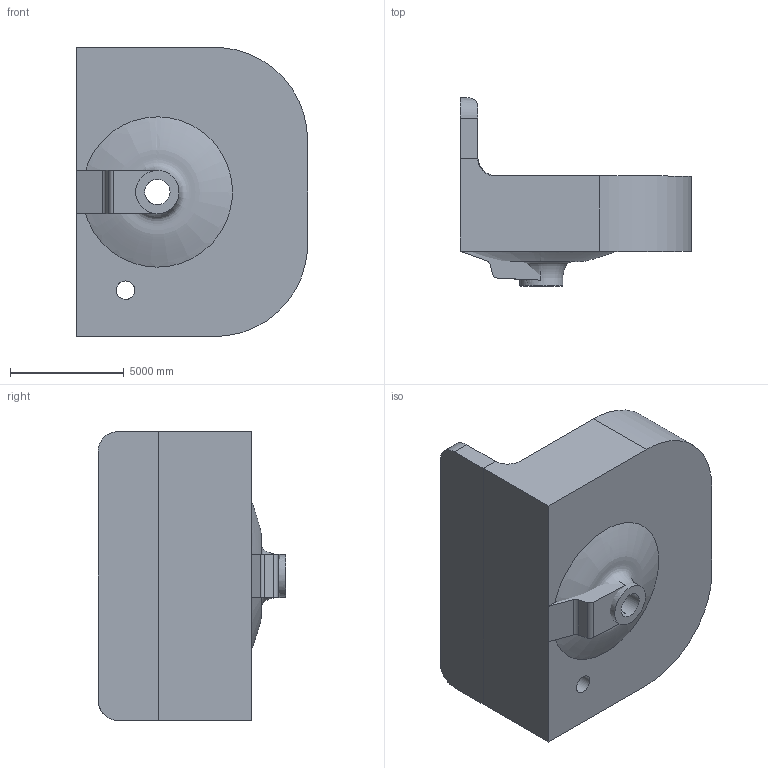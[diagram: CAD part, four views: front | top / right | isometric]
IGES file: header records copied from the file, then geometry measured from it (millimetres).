
Global section: file name: ARC500 1THR_2; native system: AutoCAD 2016 - English; preprocessor: Autodesk Translation Framework DWG producer (atf_dwg_producer); organization: unknown; date: 20170207.112247; units: inch
Bounding box: 10160 x 8255 x 12700 mm (x, y, z)
Volume: 335957040706.1 mm3; surface area: 631169711.7 mm2
Topology: 4 solids, 4 shells, 58 faces, 166 edges, 113 vertices
Faces by surface type: bspline 58
